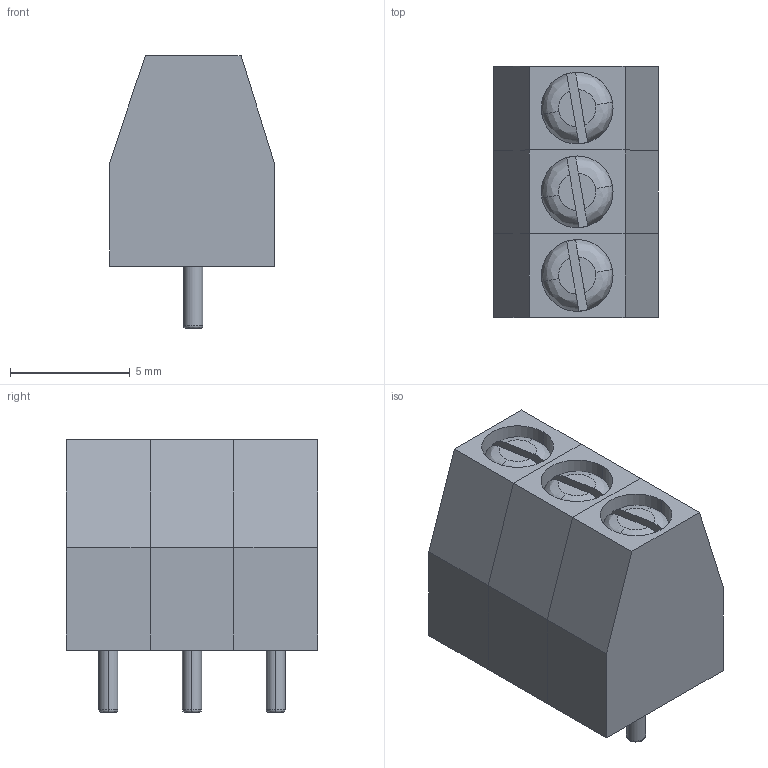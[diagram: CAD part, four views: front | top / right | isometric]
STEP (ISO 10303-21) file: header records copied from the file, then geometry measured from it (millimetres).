
FILE_DESCRIPTION (( 'STEP AP214' ), '1' );
FILE_NAME ('User Library-KF350-3P.STEP', '2018-11-07T09:06:23', ( '' ), ( '' ), 'SwSTEP 2.0', 'SolidWorks 2018', '' );
FILE_SCHEMA (( 'AUTOMOTIVE_DESIGN' ));
Length unit declared in the file: millimetre
Products named in the file (5): User Library-KF350-3P_KF350 PIN; User Library-KF350-3P; User Library-KF350-3P_KF350 M2x4 Screw_91200A100; User Library-KF350-3P_KF350-1P; User Library-KF350-3P_KF350 Body
Assembly tree (6 placements, depth 3):
  User Library-KF350-3P
    User Library-KF350-3P_KF350-1P  x3
      User Library-KF350-3P_KF350 Body
      User Library-KF350-3P_KF350 PIN
      User Library-KF350-3P_KF350 M2x4 Screw_91200A100
Bounding box: 6.9 x 10.5 x 11.4 mm (x, y, z)
Volume: 431 mm3; surface area: 1436.8 mm2
Topology: 12 solids, 12 shells, 228 faces, 573 edges, 375 vertices
Faces by surface type: plane 99, cylinder 96, bspline 27, cone 6
Entity records: 4666 total; most frequent: CARTESIAN_POINT 1968, ORIENTED_EDGE 382, DIRECTION 320, EDGE_CURVE 191, VERTEX_POINT 125, AXIS2_PLACEMENT_3D 114, LINE 92, VECTOR 92
